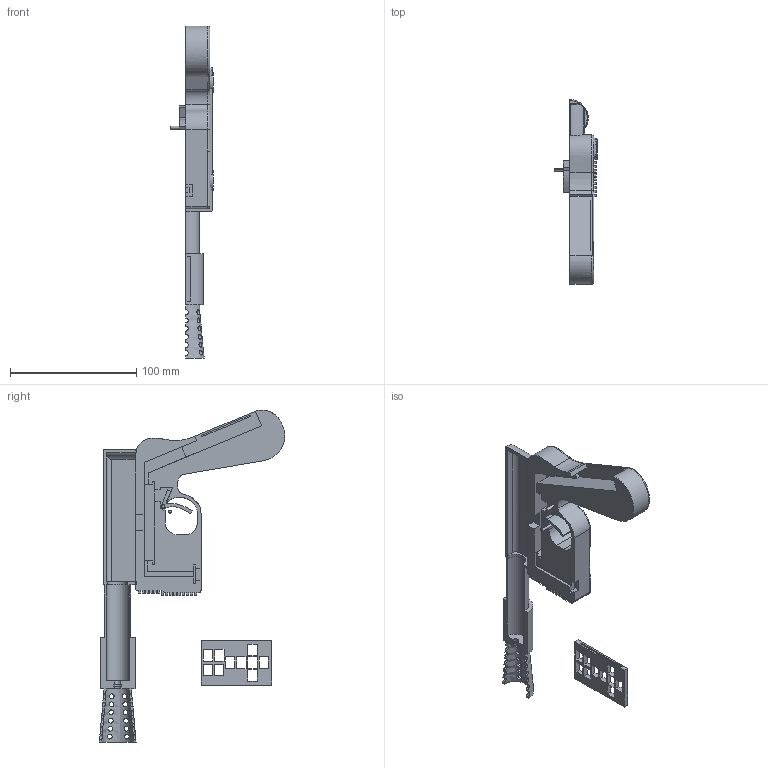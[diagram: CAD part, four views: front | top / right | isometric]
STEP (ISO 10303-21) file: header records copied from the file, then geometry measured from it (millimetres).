
FILE_DESCRIPTION (( 'STEP AP203' ), '1' );
FILE_NAME ('dl-44-right.STEP', '2025-06-25T20:28:06', ( '' ), ( '' ), 'SwSTEP 2.0', 'SolidWorks 2024', '' );
FILE_SCHEMA (( 'CONFIG_CONTROL_DESIGN' ));
Length unit declared in the file: inch
Products named in the file (1): dl-44-right
Bounding box: 33.91 x 146.7 x 262.85 mm (x, y, z)
Volume: 146142.5 mm3; surface area: 57963.9 mm2
Topology: 5 solids, 5 shells, 404 faces, 1150 edges, 759 vertices
Faces by surface type: plane 264, cylinder 113, bspline 18, torus 4, sphere 3, cone 2
Entity records: 16335 total; most frequent: CARTESIAN_POINT 5817, ORIENTED_EDGE 2294, DIRECTION 1957, EDGE_CURVE 1147, VECTOR 857, LINE 857, VERTEX_POINT 759, AXIS2_PLACEMENT_3D 550
